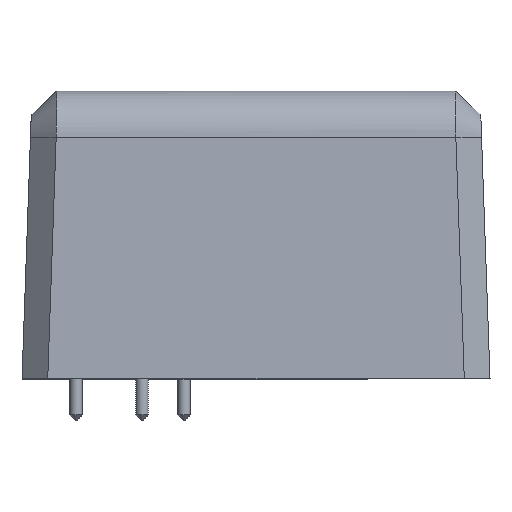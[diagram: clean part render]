
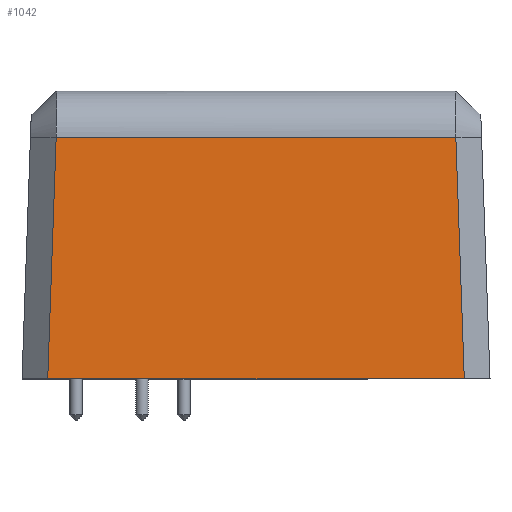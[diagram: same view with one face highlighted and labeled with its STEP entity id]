
A CAD part, left-side view. The second image highlights one B-rep face of the part: STEP entity #1042.
In plain terms, the highlighted planar face has unit normal (-0.999, 0, 0.035).
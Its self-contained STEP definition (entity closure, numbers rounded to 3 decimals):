
#1042 = ADVANCED_FACE('',(#1043),#1077,.T.);
#1043 = FACE_BOUND('',#1044,.T.);
#1044 = EDGE_LOOP('',(#1045,#1055,#1063,#1071));
#1045 = ORIENTED_EDGE('',*,*,#1046,.T.);
#1046 = EDGE_CURVE('',#1047,#1049,#1051,.T.);
#1047 = VERTEX_POINT('',#1048);
#1048 = CARTESIAN_POINT('',(-3.998,2.356,
    0.));
#1049 = VERTEX_POINT('',#1050);
#1050 = CARTESIAN_POINT('',(-3.998,-32.356,
    0.));
#1051 = LINE('',#1052,#1053);
#1052 = CARTESIAN_POINT('',(-3.998,-34.5,0.));
#1053 = VECTOR('',#1054,1.);
#1054 = DIRECTION('',(0.,-1.,0.));
#1055 = ORIENTED_EDGE('',*,*,#1056,.T.);
#1056 = EDGE_CURVE('',#1049,#1057,#1059,.T.);
#1057 = VERTEX_POINT('',#1058);
#1058 = CARTESIAN_POINT('',(-3.295,-31.653,
    20.14));
#1059 = LINE('',#1060,#1061);
#1060 = CARTESIAN_POINT('',(-4.001,-32.359,
    -0.075));
#1061 = VECTOR('',#1062,1.);
#1062 = DIRECTION('',(0.035,0.035,
    0.999));
#1063 = ORIENTED_EDGE('',*,*,#1064,.T.);
#1064 = EDGE_CURVE('',#1057,#1065,#1067,.T.);
#1065 = VERTEX_POINT('',#1066);
#1066 = CARTESIAN_POINT('',(-3.295,1.653,20.14
    ));
#1067 = LINE('',#1068,#1069);
#1068 = CARTESIAN_POINT('',(-3.295,3.662,
    20.14));
#1069 = VECTOR('',#1070,1.);
#1070 = DIRECTION('',(0.,1.,0.));
#1071 = ORIENTED_EDGE('',*,*,#1072,.T.);
#1072 = EDGE_CURVE('',#1065,#1047,#1073,.T.);
#1073 = LINE('',#1074,#1075);
#1074 = CARTESIAN_POINT('',(-3.954,2.312,
    1.284));
#1075 = VECTOR('',#1076,1.);
#1076 = DIRECTION('',(-0.035,0.035,
    -0.999));
#1077 = PLANE('',#1078);
#1078 = AXIS2_PLACEMENT_3D('',#1079,#1080,#1081);
#1079 = CARTESIAN_POINT('',(-3.998,-34.5,0.));
#1080 = DIRECTION('',(-0.999,0.,
    0.035));
#1081 = DIRECTION('',(0.035,0.,
    0.999));
